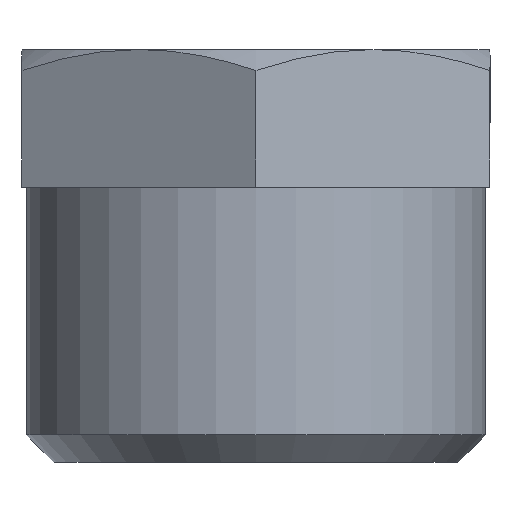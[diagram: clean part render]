
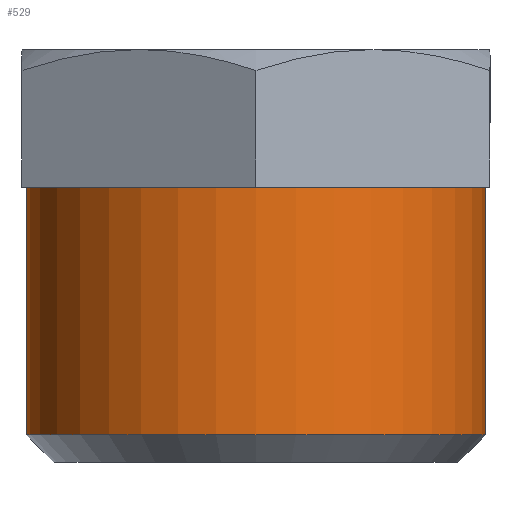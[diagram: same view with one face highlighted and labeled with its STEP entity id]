
A CAD part, left-side view. The second image highlights one B-rep face of the part: STEP entity #529.
In plain terms, the highlighted cylindrical face has radius 8.331 mm (diameter 16.662 mm), a full revolution.
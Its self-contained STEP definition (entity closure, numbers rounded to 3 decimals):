
#487=CARTESIAN_POINT('',(8.331,0.,1.0));
#488=VERTEX_POINT('',#487);
#489=CARTESIAN_POINT('',(0.0,0.0,1.0));
#490=DIRECTION('',(0.0,0.0,-1.0));
#491=DIRECTION('',(-1.0,0.0,0.0));
#492=AXIS2_PLACEMENT_3D('',#489,#490,#491);
#493=CIRCLE('',#492,8.331);
#494=EDGE_CURVE('',#488,#488,#493,.T.);
#510=CARTESIAN_POINT('',(0.0,0.0,0.0));
#511=DIRECTION('',(0.0,0.0,1.0));
#512=DIRECTION('',(-1.0,0.0,0.0));
#513=AXIS2_PLACEMENT_3D('',#510,#511,#512);
#514=CYLINDRICAL_SURFACE('',#513,8.331);
#515=CARTESIAN_POINT('',(8.331,0.,10.0));
#516=VERTEX_POINT('',#515);
#517=CARTESIAN_POINT('',(0.0,0.0,10.0));
#518=DIRECTION('',(0.0,0.0,-1.0));
#519=DIRECTION('',(-1.0,0.0,0.0));
#520=AXIS2_PLACEMENT_3D('',#517,#518,#519);
#521=CIRCLE('',#520,8.331);
#522=EDGE_CURVE('',#516,#516,#521,.T.);
#523=ORIENTED_EDGE('',*,*,#522,.T.);
#524=EDGE_LOOP('',(#523));
#525=FACE_OUTER_BOUND('',#524,.T.);
#526=ORIENTED_EDGE('',*,*,#494,.F.);
#527=EDGE_LOOP('',(#526));
#528=FACE_BOUND('',#527,.T.);
#529=ADVANCED_FACE('',(#525,#528),#514,.T.);
